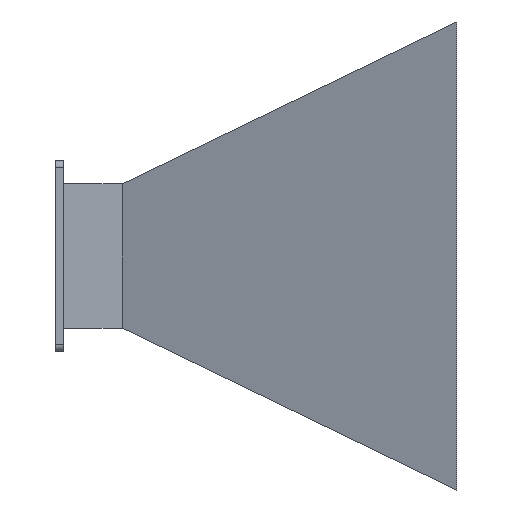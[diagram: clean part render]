
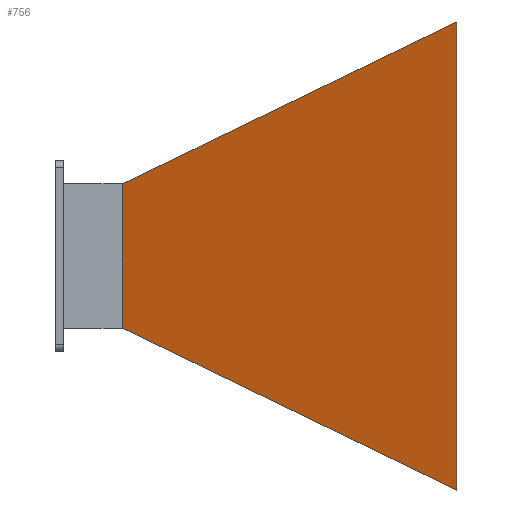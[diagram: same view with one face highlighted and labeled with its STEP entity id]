
A CAD part, front view. The second image highlights one B-rep face of the part: STEP entity #756.
In plain terms, the highlighted planar face has unit normal (-0.341, -0.94, 0).
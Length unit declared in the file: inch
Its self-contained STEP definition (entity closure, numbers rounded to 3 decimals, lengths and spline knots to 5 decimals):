
#17 = VERTEX_POINT ( 'NONE', #516 ) ;
#71 = DIRECTION ( 'NONE',  ( 0., 0., -1. ) ) ;
#76 = EDGE_CURVE ( 'NONE', #1949, #990, #907, .T. ) ;
#206 = CARTESIAN_POINT ( 'NONE',  ( 3.93701, -2.3187, 0. ) ) ;
#230 = DIRECTION ( 'NONE',  ( -0.94, 0.341, 0. ) ) ;
#256 = DIRECTION ( 'NONE',  ( 0.341, 0.94, 0. ) ) ;
#293 = CARTESIAN_POINT ( 'NONE',  ( 3.93701, -2.3187, 4.2437 ) ) ;
#331 = CARTESIAN_POINT ( 'NONE',  ( 3.93701, -2.3187, 4.2437 ) ) ;
#368 = LINE ( 'NONE', #1970, #1370 ) ;
#448 = ORIENTED_EDGE ( 'NONE', *, *, #662, .T. ) ;
#471 = VERTEX_POINT ( 'NONE', #1328 ) ;
#486 = LINE ( 'NONE', #206, #685 ) ;
#515 = DIRECTION ( 'NONE',  ( 0., 0., -1. ) ) ;
#516 = CARTESIAN_POINT ( 'NONE',  ( 23.62205, -9.44882, -13.77953 ) ) ;
#563 = LINE ( 'NONE', #1807, #942 ) ;
#662 = EDGE_CURVE ( 'NONE', #1949, #471, #486, .T. ) ;
#685 = VECTOR ( 'NONE', #515, 39.37008 ) ;
#696 = PLANE ( 'NONE',  #2025 ) ;
#756 = ADVANCED_FACE ( 'NONE', ( #1659 ), #696, .F. ) ;
#820 = ORIENTED_EDGE ( 'NONE', *, *, #76, .F. ) ;
#887 = CARTESIAN_POINT ( 'NONE',  ( -0.28584, -0.78914, 0. ) ) ;
#907 = LINE ( 'NONE', #293, #1957 ) ;
#942 = VECTOR ( 'NONE', #1516, 39.37008 ) ;
#990 = VERTEX_POINT ( 'NONE', #1753 ) ;
#1101 = ORIENTED_EDGE ( 'NONE', *, *, #1226, .T. ) ;
#1226 = EDGE_CURVE ( 'NONE', #471, #17, #563, .T. ) ;
#1328 = CARTESIAN_POINT ( 'NONE',  ( 3.93701, -2.3187, -4.2437 ) ) ;
#1370 = VECTOR ( 'NONE', #71, 39.37008 ) ;
#1425 = EDGE_CURVE ( 'NONE', #990, #17, #368, .T. ) ;
#1516 = DIRECTION ( 'NONE',  ( 0.856, -0.31, -0.414 ) ) ;
#1571 = EDGE_LOOP ( 'NONE', ( #1101, #1703, #820, #448 ) ) ;
#1659 = FACE_OUTER_BOUND ( 'NONE', #1571, .T. ) ;
#1703 = ORIENTED_EDGE ( 'NONE', *, *, #1425, .F. ) ;
#1714 = DIRECTION ( 'NONE',  ( 0.856, -0.31, 0.414 ) ) ;
#1753 = CARTESIAN_POINT ( 'NONE',  ( 23.62205, -9.44882, 13.77953 ) ) ;
#1807 = CARTESIAN_POINT ( 'NONE',  ( 3.93701, -2.3187, -4.2437 ) ) ;
#1949 = VERTEX_POINT ( 'NONE', #331 ) ;
#1957 = VECTOR ( 'NONE', #1714, 39.37008 ) ;
#1970 = CARTESIAN_POINT ( 'NONE',  ( 23.62205, -9.44882, 13.77953 ) ) ;
#2025 = AXIS2_PLACEMENT_3D ( 'NONE', #887, #256, #230 ) ;
